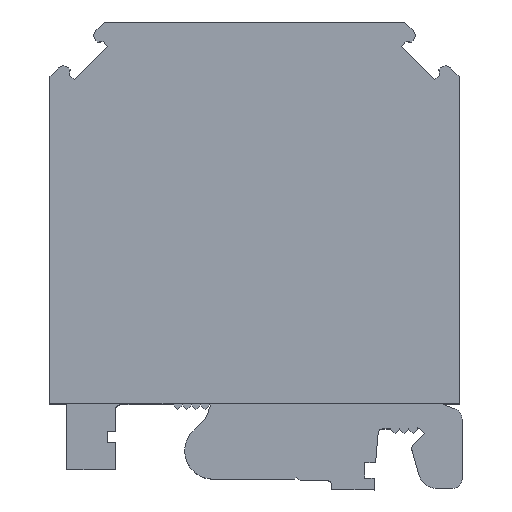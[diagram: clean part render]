
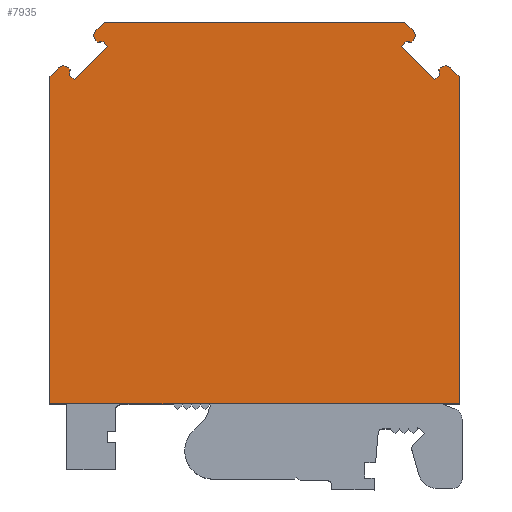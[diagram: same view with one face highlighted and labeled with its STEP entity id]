
A CAD part, top view. The second image highlights one B-rep face of the part: STEP entity #7935.
In plain terms, the highlighted planar face has unit normal (0, 0, 1).
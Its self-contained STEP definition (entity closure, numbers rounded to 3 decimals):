
#200=CIRCLE('',#8284,0.75);
#201=CIRCLE('',#8285,0.75);
#202=CIRCLE('',#8286,0.75);
#203=CIRCLE('',#8287,0.75);
#813=ORIENTED_EDGE('',*,*,#2494,.T.);
#814=ORIENTED_EDGE('',*,*,#2495,.F.);
#815=ORIENTED_EDGE('',*,*,#2044,.F.);
#816=ORIENTED_EDGE('',*,*,#2496,.F.);
#817=ORIENTED_EDGE('',*,*,#2497,.T.);
#818=ORIENTED_EDGE('',*,*,#2498,.T.);
#819=ORIENTED_EDGE('',*,*,#2499,.T.);
#820=ORIENTED_EDGE('',*,*,#2500,.T.);
#821=ORIENTED_EDGE('',*,*,#2501,.T.);
#822=ORIENTED_EDGE('',*,*,#2502,.T.);
#823=ORIENTED_EDGE('',*,*,#2503,.T.);
#824=ORIENTED_EDGE('',*,*,#2504,.T.);
#825=ORIENTED_EDGE('',*,*,#2505,.T.);
#826=ORIENTED_EDGE('',*,*,#2506,.T.);
#827=ORIENTED_EDGE('',*,*,#2507,.T.);
#828=ORIENTED_EDGE('',*,*,#2508,.F.);
#829=ORIENTED_EDGE('',*,*,#2509,.T.);
#830=ORIENTED_EDGE('',*,*,#2510,.T.);
#831=ORIENTED_EDGE('',*,*,#2511,.T.);
#832=ORIENTED_EDGE('',*,*,#2512,.T.);
#833=ORIENTED_EDGE('',*,*,#2513,.T.);
#834=ORIENTED_EDGE('',*,*,#2514,.T.);
#835=ORIENTED_EDGE('',*,*,#2515,.T.);
#836=ORIENTED_EDGE('',*,*,#2516,.T.);
#837=ORIENTED_EDGE('',*,*,#2517,.T.);
#838=ORIENTED_EDGE('',*,*,#2518,.T.);
#2044=EDGE_CURVE('',#2909,#2910,#3490,.T.);
#2494=EDGE_CURVE('',#3313,#3314,#3860,.F.);
#2495=EDGE_CURVE('',#2910,#3314,#3861,.T.);
#2496=EDGE_CURVE('',#3315,#2909,#3862,.T.);
#2497=EDGE_CURVE('',#3315,#3316,#3863,.F.);
#2498=EDGE_CURVE('',#3316,#3317,#200,.F.);
#2499=EDGE_CURVE('',#3317,#3318,#3864,.T.);
#2500=EDGE_CURVE('',#3318,#3319,#3865,.T.);
#2501=EDGE_CURVE('',#3319,#3320,#3866,.T.);
#2502=EDGE_CURVE('',#3320,#3321,#3867,.T.);
#2503=EDGE_CURVE('',#3321,#3322,#3868,.T.);
#2504=EDGE_CURVE('',#3322,#3323,#3869,.T.);
#2505=EDGE_CURVE('',#3323,#3324,#3870,.T.);
#2506=EDGE_CURVE('',#3324,#3325,#201,.F.);
#2507=EDGE_CURVE('',#3325,#3326,#3871,.F.);
#2508=EDGE_CURVE('',#3327,#3326,#3872,.T.);
#2509=EDGE_CURVE('',#3327,#3328,#3873,.F.);
#2510=EDGE_CURVE('',#3328,#3329,#202,.F.);
#2511=EDGE_CURVE('',#3329,#3330,#3874,.T.);
#2512=EDGE_CURVE('',#3330,#3331,#3875,.T.);
#2513=EDGE_CURVE('',#3331,#3332,#3876,.T.);
#2514=EDGE_CURVE('',#3332,#3333,#3877,.T.);
#2515=EDGE_CURVE('',#3333,#3334,#3878,.T.);
#2516=EDGE_CURVE('',#3334,#3335,#3879,.T.);
#2517=EDGE_CURVE('',#3335,#3336,#3880,.T.);
#2518=EDGE_CURVE('',#3336,#3313,#203,.F.);
#2909=VERTEX_POINT('',#10205);
#2910=VERTEX_POINT('',#10207);
#3313=VERTEX_POINT('',#11210);
#3314=VERTEX_POINT('',#11211);
#3315=VERTEX_POINT('',#11214);
#3316=VERTEX_POINT('',#11216);
#3317=VERTEX_POINT('',#11218);
#3318=VERTEX_POINT('',#11220);
#3319=VERTEX_POINT('',#11222);
#3320=VERTEX_POINT('',#11224);
#3321=VERTEX_POINT('',#11226);
#3322=VERTEX_POINT('',#11228);
#3323=VERTEX_POINT('',#11230);
#3324=VERTEX_POINT('',#11232);
#3325=VERTEX_POINT('',#11234);
#3326=VERTEX_POINT('',#11236);
#3327=VERTEX_POINT('',#11238);
#3328=VERTEX_POINT('',#11240);
#3329=VERTEX_POINT('',#11242);
#3330=VERTEX_POINT('',#11244);
#3331=VERTEX_POINT('',#11246);
#3332=VERTEX_POINT('',#11248);
#3333=VERTEX_POINT('',#11250);
#3334=VERTEX_POINT('',#11252);
#3335=VERTEX_POINT('',#11254);
#3336=VERTEX_POINT('',#11256);
#3490=LINE('',#10206,#4201);
#3860=LINE('',#11209,#4571);
#3861=LINE('',#11212,#4572);
#3862=LINE('',#11213,#4573);
#3863=LINE('',#11215,#4574);
#3864=LINE('',#11219,#4575);
#3865=LINE('',#11221,#4576);
#3866=LINE('',#11223,#4577);
#3867=LINE('',#11225,#4578);
#3868=LINE('',#11227,#4579);
#3869=LINE('',#11229,#4580);
#3870=LINE('',#11231,#4581);
#3871=LINE('',#11235,#4582);
#3872=LINE('',#11237,#4583);
#3873=LINE('',#11239,#4584);
#3874=LINE('',#11243,#4585);
#3875=LINE('',#11245,#4586);
#3876=LINE('',#11247,#4587);
#3877=LINE('',#11249,#4588);
#3878=LINE('',#11251,#4589);
#3879=LINE('',#11253,#4590);
#3880=LINE('',#11255,#4591);
#4201=VECTOR('',#8674,1000.);
#4571=VECTOR('',#9184,1000.);
#4572=VECTOR('',#9185,1000.);
#4573=VECTOR('',#9186,1000.);
#4574=VECTOR('',#9187,1000.);
#4575=VECTOR('',#9190,1000.);
#4576=VECTOR('',#9191,1000.);
#4577=VECTOR('',#9192,1000.);
#4578=VECTOR('',#9193,1000.);
#4579=VECTOR('',#9194,1000.);
#4580=VECTOR('',#9195,1000.);
#4581=VECTOR('',#9196,1000.);
#4582=VECTOR('',#9199,1000.);
#4583=VECTOR('',#9200,1000.);
#4584=VECTOR('',#9201,1000.);
#4585=VECTOR('',#9204,1000.);
#4586=VECTOR('',#9205,1000.);
#4587=VECTOR('',#9206,1000.);
#4588=VECTOR('',#9207,1000.);
#4589=VECTOR('',#9208,1000.);
#4590=VECTOR('',#9209,1000.);
#4591=VECTOR('',#9210,1000.);
#4936=EDGE_LOOP('',(#813,#814,#815,#816,#817,#818,#819,#820,#821,#822,#823,
#824,#825,#826,#827,#828,#829,#830,#831,#832,#833,#834,#835,#836,#837,#838));
#5281=FACE_BOUND('',#4936,.T.);
#5585=PLANE('',#8283);
#7935=ADVANCED_FACE('',(#5281),#5585,.F.);
#8283=AXIS2_PLACEMENT_3D('',#11208,#9182,#9183);
#8284=AXIS2_PLACEMENT_3D('',#11217,#9188,#9189);
#8285=AXIS2_PLACEMENT_3D('',#11233,#9197,#9198);
#8286=AXIS2_PLACEMENT_3D('',#11241,#9202,#9203);
#8287=AXIS2_PLACEMENT_3D('',#11257,#9211,#9212);
#8674=DIRECTION('',(-1.,0.,0.));
#9182=DIRECTION('',(0.,0.,-1.));
#9183=DIRECTION('',(-1.,0.,0.));
#9184=DIRECTION('',(0.707,0.707,0.));
#9185=DIRECTION('',(0.,1.,0.));
#9186=DIRECTION('',(0.,-1.,0.));
#9187=DIRECTION('',(0.707,-0.707,0.));
#9188=DIRECTION('',(0.,0.,-1.));
#9189=DIRECTION('',(-1.,0.,0.));
#9190=DIRECTION('',(-0.707,-0.707,0.));
#9191=DIRECTION('',(0.087,-0.996,0.));
#9192=DIRECTION('',(-0.707,-0.707,0.));
#9193=DIRECTION('',(-0.707,0.707,0.));
#9194=DIRECTION('',(0.707,0.707,0.));
#9195=DIRECTION('',(0.996,-0.087,0.));
#9196=DIRECTION('',(0.707,0.707,0.));
#9197=DIRECTION('',(0.,0.,-1.));
#9198=DIRECTION('',(-1.,0.,0.));
#9199=DIRECTION('',(0.707,-0.707,0.));
#9200=DIRECTION('',(1.,0.,0.));
#9201=DIRECTION('',(0.707,0.707,0.));
#9202=DIRECTION('',(0.,0.,-1.));
#9203=DIRECTION('',(-1.,0.,0.));
#9204=DIRECTION('',(0.707,-0.707,0.));
#9205=DIRECTION('',(0.996,0.087,0.));
#9206=DIRECTION('',(0.707,-0.707,0.));
#9207=DIRECTION('',(-0.707,-0.707,0.));
#9208=DIRECTION('',(-0.707,0.707,0.));
#9209=DIRECTION('',(0.087,0.996,0.));
#9210=DIRECTION('',(-0.707,0.707,0.));
#9211=DIRECTION('',(0.,0.,-1.));
#9212=DIRECTION('',(-1.,0.,0.));
#10205=CARTESIAN_POINT('',(22.5,-21.,12.01));
#10206=CARTESIAN_POINT('',(22.5,-21.,12.01));
#10207=CARTESIAN_POINT('',(-22.5,-21.,12.01));
#11208=CARTESIAN_POINT('',(0.,0.,12.01));
#11209=CARTESIAN_POINT('',(-16.5,21.,12.01));
#11210=CARTESIAN_POINT('',(-21.552,15.948,12.01));
#11211=CARTESIAN_POINT('',(-22.5,15.,12.01));
#11212=CARTESIAN_POINT('',(-22.5,-21.,12.01));
#11213=CARTESIAN_POINT('',(22.5,21.,12.01));
#11214=CARTESIAN_POINT('',(22.5,15.,12.01));
#11215=CARTESIAN_POINT('',(22.5,15.,12.01));
#11216=CARTESIAN_POINT('',(21.552,15.948,12.01));
#11217=CARTESIAN_POINT('',(21.022,15.417,12.01));
#11218=CARTESIAN_POINT('',(20.492,15.948,12.01));
#11219=CARTESIAN_POINT('',(2.272,-2.272,12.01));
#11220=CARTESIAN_POINT('',(20.285,15.741,12.01));
#11221=CARTESIAN_POINT('',(21.497,1.881,12.01));
#11222=CARTESIAN_POINT('',(20.336,15.156,12.01));
#11223=CARTESIAN_POINT('',(2.59,-2.59,12.01));
#11224=CARTESIAN_POINT('',(19.82,14.64,12.01));
#11225=CARTESIAN_POINT('',(17.23,17.23,12.01));
#11226=CARTESIAN_POINT('',(16.143,18.317,12.01));
#11227=CARTESIAN_POINT('',(-1.087,1.087,12.01));
#11228=CARTESIAN_POINT('',(16.659,18.833,12.01));
#11229=CARTESIAN_POINT('',(1.762,20.136,12.01));
#11230=CARTESIAN_POINT('',(17.244,18.782,12.01));
#11231=CARTESIAN_POINT('',(-0.769,0.769,12.01));
#11232=CARTESIAN_POINT('',(17.451,18.988,12.01));
#11233=CARTESIAN_POINT('',(16.921,19.519,12.01));
#11234=CARTESIAN_POINT('',(17.451,20.049,12.01));
#11235=CARTESIAN_POINT('',(22.5,15.,12.01));
#11236=CARTESIAN_POINT('',(16.5,21.,12.01));
#11237=CARTESIAN_POINT('',(-22.5,21.,12.01));
#11238=CARTESIAN_POINT('',(-16.5,21.,12.01));
#11239=CARTESIAN_POINT('',(-16.5,21.,12.01));
#11240=CARTESIAN_POINT('',(-17.451,20.049,12.01));
#11241=CARTESIAN_POINT('',(-16.921,19.519,12.01));
#11242=CARTESIAN_POINT('',(-17.451,18.988,12.01));
#11243=CARTESIAN_POINT('',(0.769,0.769,12.01));
#11244=CARTESIAN_POINT('',(-17.244,18.782,12.01));
#11245=CARTESIAN_POINT('',(-1.762,20.136,12.01));
#11246=CARTESIAN_POINT('',(-16.659,18.833,12.01));
#11247=CARTESIAN_POINT('',(1.087,1.087,12.01));
#11248=CARTESIAN_POINT('',(-16.143,18.317,12.01));
#11249=CARTESIAN_POINT('',(-17.23,17.23,12.01));
#11250=CARTESIAN_POINT('',(-19.82,14.64,12.01));
#11251=CARTESIAN_POINT('',(-2.59,-2.59,12.01));
#11252=CARTESIAN_POINT('',(-20.336,15.156,12.01));
#11253=CARTESIAN_POINT('',(-21.497,1.881,12.01));
#11254=CARTESIAN_POINT('',(-20.285,15.741,12.01));
#11255=CARTESIAN_POINT('',(-2.272,-2.272,12.01));
#11256=CARTESIAN_POINT('',(-20.492,15.948,12.01));
#11257=CARTESIAN_POINT('',(-21.022,15.417,12.01));
